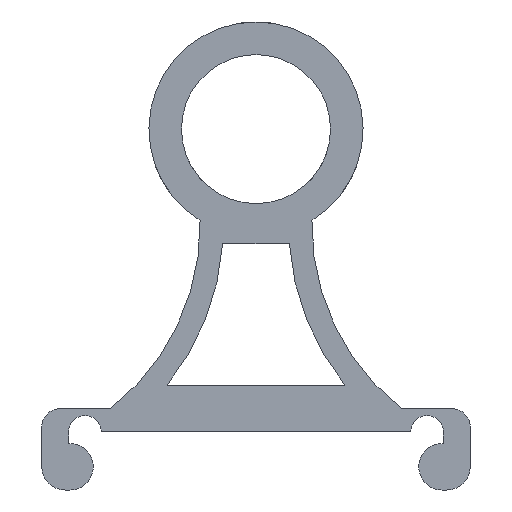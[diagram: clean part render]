
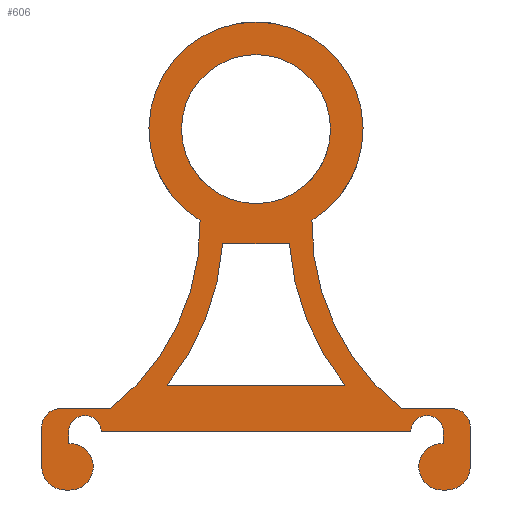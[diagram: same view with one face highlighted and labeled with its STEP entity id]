
A CAD part, left-side view. The second image highlights one B-rep face of the part: STEP entity #606.
In plain terms, the highlighted planar face has unit normal (-1, 0, 0).
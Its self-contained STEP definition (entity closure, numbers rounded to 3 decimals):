
#17=FACE_BOUND('',#108,.T.);
#18=FACE_BOUND('',#109,.T.);
#39=CIRCLE('',#671,55.);
#40=CIRCLE('',#674,55.);
#41=CIRCLE('',#676,3.5);
#42=CIRCLE('',#677,5.);
#43=CIRCLE('',#678,5.);
#44=CIRCLE('',#679,4.);
#45=CIRCLE('',#680,50.);
#46=CIRCLE('',#681,23.);
#47=CIRCLE('',#682,50.);
#48=CIRCLE('',#683,4.);
#49=CIRCLE('',#684,5.);
#50=CIRCLE('',#685,5.);
#51=CIRCLE('',#686,3.5);
#52=CIRCLE('',#687,16.);
#57=PLANE('',#675);
#75=FACE_OUTER_BOUND('',#107,.T.);
#107=EDGE_LOOP('',(#459,#460,#461,#462,#463,#464,#465,#466,#467,#468,#469,
#470,#471,#472,#473,#474,#475,#476,#477,#478));
#108=EDGE_LOOP('',(#479,#480,#481,#482));
#109=EDGE_LOOP('',(#483));
#150=LINE('',#1169,#200);
#154=LINE('',#1178,#204);
#156=LINE('',#1187,#206);
#157=LINE('',#1191,#207);
#158=LINE('',#1195,#208);
#159=LINE('',#1199,#209);
#160=LINE('',#1207,#210);
#161=LINE('',#1211,#211);
#162=LINE('',#1215,#212);
#163=LINE('',#1219,#213);
#164=LINE('',#1222,#214);
#200=VECTOR('',#764,10.);
#204=VECTOR('',#774,10.);
#206=VECTOR('',#784,10.);
#207=VECTOR('',#787,10.);
#208=VECTOR('',#790,10.);
#209=VECTOR('',#793,10.);
#210=VECTOR('',#800,10.);
#211=VECTOR('',#803,10.);
#212=VECTOR('',#806,10.);
#213=VECTOR('',#809,10.);
#214=VECTOR('',#812,10.);
#285=VERTEX_POINT('',#1167);
#286=VERTEX_POINT('',#1168);
#287=VERTEX_POINT('',#1173);
#288=VERTEX_POINT('',#1177);
#289=VERTEX_POINT('',#1183);
#290=VERTEX_POINT('',#1184);
#291=VERTEX_POINT('',#1186);
#292=VERTEX_POINT('',#1188);
#293=VERTEX_POINT('',#1190);
#294=VERTEX_POINT('',#1192);
#295=VERTEX_POINT('',#1194);
#296=VERTEX_POINT('',#1196);
#297=VERTEX_POINT('',#1198);
#298=VERTEX_POINT('',#1200);
#299=VERTEX_POINT('',#1202);
#300=VERTEX_POINT('',#1204);
#301=VERTEX_POINT('',#1206);
#302=VERTEX_POINT('',#1208);
#303=VERTEX_POINT('',#1210);
#304=VERTEX_POINT('',#1212);
#305=VERTEX_POINT('',#1214);
#306=VERTEX_POINT('',#1216);
#307=VERTEX_POINT('',#1218);
#308=VERTEX_POINT('',#1220);
#309=VERTEX_POINT('',#1223);
#350=EDGE_CURVE('',#285,#286,#150,.T.);
#353=EDGE_CURVE('',#286,#287,#39,.T.);
#355=EDGE_CURVE('',#287,#288,#154,.T.);
#357=EDGE_CURVE('',#288,#285,#40,.T.);
#358=EDGE_CURVE('',#289,#290,#41,.T.);
#359=EDGE_CURVE('',#290,#291,#156,.T.);
#360=EDGE_CURVE('',#291,#292,#42,.T.);
#361=EDGE_CURVE('',#292,#293,#157,.T.);
#362=EDGE_CURVE('',#293,#294,#43,.T.);
#363=EDGE_CURVE('',#294,#295,#158,.T.);
#364=EDGE_CURVE('',#295,#296,#44,.T.);
#365=EDGE_CURVE('',#296,#297,#159,.T.);
#366=EDGE_CURVE('',#297,#298,#45,.T.);
#367=EDGE_CURVE('',#298,#299,#46,.T.);
#368=EDGE_CURVE('',#299,#300,#47,.T.);
#369=EDGE_CURVE('',#300,#301,#160,.T.);
#370=EDGE_CURVE('',#301,#302,#48,.T.);
#371=EDGE_CURVE('',#302,#303,#161,.T.);
#372=EDGE_CURVE('',#303,#304,#49,.T.);
#373=EDGE_CURVE('',#304,#305,#162,.T.);
#374=EDGE_CURVE('',#305,#306,#50,.T.);
#375=EDGE_CURVE('',#306,#307,#163,.T.);
#376=EDGE_CURVE('',#307,#308,#51,.T.);
#377=EDGE_CURVE('',#308,#289,#164,.T.);
#378=EDGE_CURVE('',#309,#309,#52,.T.);
#459=ORIENTED_EDGE('',*,*,#358,.T.);
#460=ORIENTED_EDGE('',*,*,#359,.T.);
#461=ORIENTED_EDGE('',*,*,#360,.T.);
#462=ORIENTED_EDGE('',*,*,#361,.T.);
#463=ORIENTED_EDGE('',*,*,#362,.T.);
#464=ORIENTED_EDGE('',*,*,#363,.T.);
#465=ORIENTED_EDGE('',*,*,#364,.T.);
#466=ORIENTED_EDGE('',*,*,#365,.T.);
#467=ORIENTED_EDGE('',*,*,#366,.T.);
#468=ORIENTED_EDGE('',*,*,#367,.T.);
#469=ORIENTED_EDGE('',*,*,#368,.T.);
#470=ORIENTED_EDGE('',*,*,#369,.T.);
#471=ORIENTED_EDGE('',*,*,#370,.T.);
#472=ORIENTED_EDGE('',*,*,#371,.T.);
#473=ORIENTED_EDGE('',*,*,#372,.T.);
#474=ORIENTED_EDGE('',*,*,#373,.T.);
#475=ORIENTED_EDGE('',*,*,#374,.T.);
#476=ORIENTED_EDGE('',*,*,#375,.T.);
#477=ORIENTED_EDGE('',*,*,#376,.T.);
#478=ORIENTED_EDGE('',*,*,#377,.T.);
#479=ORIENTED_EDGE('',*,*,#355,.T.);
#480=ORIENTED_EDGE('',*,*,#357,.T.);
#481=ORIENTED_EDGE('',*,*,#350,.T.);
#482=ORIENTED_EDGE('',*,*,#353,.T.);
#483=ORIENTED_EDGE('',*,*,#378,.T.);
#606=ADVANCED_FACE('',(#75,#17,#18),#57,.F.);
#671=AXIS2_PLACEMENT_3D('',#1174,#769,#770);
#674=AXIS2_PLACEMENT_3D('',#1181,#778,#779);
#675=AXIS2_PLACEMENT_3D('',#1182,#780,#781);
#676=AXIS2_PLACEMENT_3D('',#1185,#782,#783);
#677=AXIS2_PLACEMENT_3D('',#1189,#785,#786);
#678=AXIS2_PLACEMENT_3D('',#1193,#788,#789);
#679=AXIS2_PLACEMENT_3D('',#1197,#791,#792);
#680=AXIS2_PLACEMENT_3D('',#1201,#794,#795);
#681=AXIS2_PLACEMENT_3D('',#1203,#796,#797);
#682=AXIS2_PLACEMENT_3D('',#1205,#798,#799);
#683=AXIS2_PLACEMENT_3D('',#1209,#801,#802);
#684=AXIS2_PLACEMENT_3D('',#1213,#804,#805);
#685=AXIS2_PLACEMENT_3D('',#1217,#807,#808);
#686=AXIS2_PLACEMENT_3D('',#1221,#810,#811);
#687=AXIS2_PLACEMENT_3D('',#1224,#813,#814);
#764=DIRECTION('',(0.,1.,0.));
#769=DIRECTION('center_axis',(-1.,0.,0.));
#770=DIRECTION('ref_axis',(0.,0.997,0.074));
#774=DIRECTION('',(0.,-1.,0.));
#778=DIRECTION('center_axis',(-1.,0.,0.));
#779=DIRECTION('ref_axis',(0.,-0.78,0.626));
#780=DIRECTION('center_axis',(1.,0.,0.));
#781=DIRECTION('ref_axis',(0.,0.,-1.));
#782=DIRECTION('center_axis',(1.,0.,0.));
#783=DIRECTION('ref_axis',(0.,-1.,0.));
#784=DIRECTION('',(0.,0.,-1.));
#785=DIRECTION('center_axis',(-1.,0.,0.));
#786=DIRECTION('ref_axis',(0.,0.,-1.));
#787=DIRECTION('',(0.,-1.,0.));
#788=DIRECTION('center_axis',(-1.,0.,0.));
#789=DIRECTION('ref_axis',(0.,-1.,0.));
#790=DIRECTION('',(0.,0.,1.));
#791=DIRECTION('center_axis',(-1.,0.,0.));
#792=DIRECTION('ref_axis',(0.,0.,1.));
#793=DIRECTION('',(0.,1.,0.));
#794=DIRECTION('center_axis',(1.,0.,0.));
#795=DIRECTION('ref_axis',(0.,-0.615,0.789));
#796=DIRECTION('center_axis',(-1.,0.,0.));
#797=DIRECTION('ref_axis',(0.,1.,0.));
#798=DIRECTION('center_axis',(1.,0.,0.));
#799=DIRECTION('ref_axis',(0.,1.,-0.019));
#800=DIRECTION('',(0.,1.,0.));
#801=DIRECTION('center_axis',(-1.,0.,0.));
#802=DIRECTION('ref_axis',(0.,1.,0.));
#803=DIRECTION('',(0.,0.,-1.));
#804=DIRECTION('center_axis',(-1.,0.,0.));
#805=DIRECTION('ref_axis',(0.,0.,-1.));
#806=DIRECTION('',(0.,-1.,0.));
#807=DIRECTION('center_axis',(-1.,0.,0.));
#808=DIRECTION('ref_axis',(0.,1.,0.));
#809=DIRECTION('',(0.,0.,1.));
#810=DIRECTION('center_axis',(1.,0.,0.));
#811=DIRECTION('ref_axis',(0.,-1.,0.));
#812=DIRECTION('',(0.,-1.,0.));
#813=DIRECTION('center_axis',(1.,0.,0.));
#814=DIRECTION('ref_axis',(0.,-1.,0.));
#1167=CARTESIAN_POINT('',(-6.,-19.103,10.));
#1168=CARTESIAN_POINT('',(-6.,19.103,10.));
#1169=CARTESIAN_POINT('',(-6.,9.552,10.));
#1173=CARTESIAN_POINT('',(-6.,7.141,40.379));
#1174=CARTESIAN_POINT('Origin',(-6.,61.991,44.433));
#1177=CARTESIAN_POINT('',(-6.,-7.141,40.379));
#1178=CARTESIAN_POINT('',(-6.,-3.57,40.379));
#1181=CARTESIAN_POINT('Origin',(-6.,-61.991,44.433));
#1182=CARTESIAN_POINT('Origin',(-6.,0.,-3.75));
#1183=CARTESIAN_POINT('',(-6.,-33.25,0.));
#1184=CARTESIAN_POINT('',(-6.,-40.25,0.));
#1185=CARTESIAN_POINT('Origin',(-6.,-36.75,0.));
#1186=CARTESIAN_POINT('',(-6.,-40.25,-2.509));
#1187=CARTESIAN_POINT('',(-6.,-40.25,-2.509));
#1188=CARTESIAN_POINT('',(-6.,-39.95,-12.5));
#1189=CARTESIAN_POINT('Origin',(-6.,-39.95,-7.5));
#1190=CARTESIAN_POINT('',(-6.,-41.,-12.5));
#1191=CARTESIAN_POINT('',(-6.,-41.,-12.5));
#1192=CARTESIAN_POINT('',(-6.,-46.,-7.5));
#1193=CARTESIAN_POINT('Origin',(-6.,-41.,-7.5));
#1194=CARTESIAN_POINT('',(-6.,-46.,1.));
#1195=CARTESIAN_POINT('',(-6.,-46.,1.));
#1196=CARTESIAN_POINT('',(-6.,-42.,5.));
#1197=CARTESIAN_POINT('Origin',(-6.,-42.,1.));
#1198=CARTESIAN_POINT('',(-6.,-31.25,5.));
#1199=CARTESIAN_POINT('',(-6.,42.,5.));
#1200=CARTESIAN_POINT('',(-6.,-12.,45.379));
#1201=CARTESIAN_POINT('Origin',(-6.,-61.991,44.433));
#1202=CARTESIAN_POINT('',(-6.,12.,45.379));
#1203=CARTESIAN_POINT('Origin',(-6.,0.,65.));
#1204=CARTESIAN_POINT('',(-6.,31.25,5.));
#1205=CARTESIAN_POINT('Origin',(-6.,61.991,44.433));
#1206=CARTESIAN_POINT('',(-6.,42.,5.));
#1207=CARTESIAN_POINT('',(-6.,42.,5.));
#1208=CARTESIAN_POINT('',(-6.,46.,1.));
#1209=CARTESIAN_POINT('Origin',(-6.,42.,1.));
#1210=CARTESIAN_POINT('',(-6.,46.,-7.5));
#1211=CARTESIAN_POINT('',(-6.,46.,-7.5));
#1212=CARTESIAN_POINT('',(-6.,41.,-12.5));
#1213=CARTESIAN_POINT('Origin',(-6.,41.,-7.5));
#1214=CARTESIAN_POINT('',(-6.,39.95,-12.5));
#1215=CARTESIAN_POINT('',(-6.,39.95,-12.5));
#1216=CARTESIAN_POINT('',(-6.,40.25,-2.509));
#1217=CARTESIAN_POINT('Origin',(-6.,39.95,-7.5));
#1218=CARTESIAN_POINT('',(-6.,40.25,0.));
#1219=CARTESIAN_POINT('',(-6.,40.25,0.));
#1220=CARTESIAN_POINT('',(-6.,33.25,0.));
#1221=CARTESIAN_POINT('Origin',(-6.,36.75,0.));
#1222=CARTESIAN_POINT('',(-6.,-40.25,0.));
#1223=CARTESIAN_POINT('',(-6.,16.,65.));
#1224=CARTESIAN_POINT('Origin',(-6.,0.,65.));
